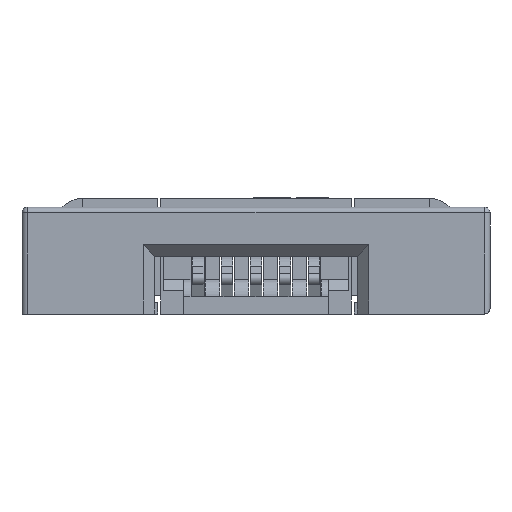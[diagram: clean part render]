
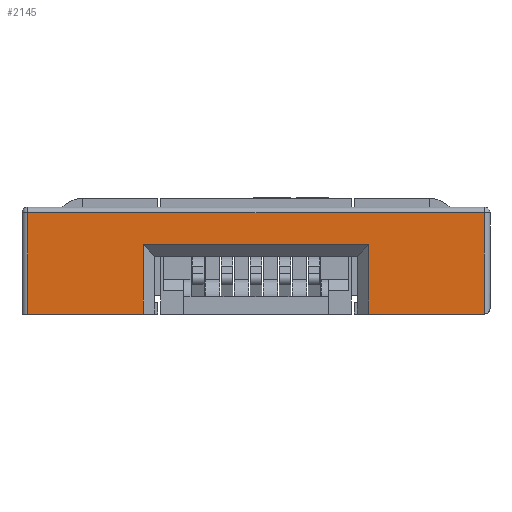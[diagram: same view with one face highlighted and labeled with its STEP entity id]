
A CAD part, front view. The second image highlights one B-rep face of the part: STEP entity #2145.
In plain terms, the highlighted planar face has unit normal (0, -1, 0).
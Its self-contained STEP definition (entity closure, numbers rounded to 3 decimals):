
#273 = CARTESIAN_POINT ( 'NONE',  ( 1.95, -2.6, 1.2 ) ) ;
#952 = LINE ( 'NONE', #12203, #32322 ) ;
#1017 = VERTEX_POINT ( 'NONE', #273 ) ;
#1442 = VECTOR ( 'NONE', #4328, 1000. ) ;
#1954 = ORIENTED_EDGE ( 'NONE', *, *, #6641, .T. ) ;
#2145 = ADVANCED_FACE ( 'NONE', ( #3367 ), #6515, .F. ) ;
#2452 = LINE ( 'NONE', #36400, #21556 ) ;
#2778 = ORIENTED_EDGE ( 'NONE', *, *, #5013, .F. ) ;
#2867 = CARTESIAN_POINT ( 'NONE',  ( -3.95, -2.6, 1.75 ) ) ;
#3367 = FACE_OUTER_BOUND ( 'NONE', #34301, .T. ) ;
#3958 = LINE ( 'NONE', #6359, #1442 ) ;
#4328 = DIRECTION ( 'NONE',  ( -1., 0., 0. ) ) ;
#5013 = EDGE_CURVE ( 'NONE', #33660, #35010, #18540, .T. ) ;
#5285 = DIRECTION ( 'NONE',  ( 0., 0., -1. ) ) ;
#5706 = VECTOR ( 'NONE', #5285, 1000. ) ;
#5951 = CARTESIAN_POINT ( 'NONE',  ( -1.95, -2.6, 1.2 ) ) ;
#6359 = CARTESIAN_POINT ( 'NONE',  ( 4.05, -2.6, 0. ) ) ;
#6515 = PLANE ( 'NONE',  #21525 ) ;
#6641 = EDGE_CURVE ( 'NONE', #24385, #36722, #952, .T. ) ;
#7105 = EDGE_CURVE ( 'NONE', #21588, #1017, #8990, .T. ) ;
#8304 = ORIENTED_EDGE ( 'NONE', *, *, #22268, .F. ) ;
#8990 = LINE ( 'NONE', #25517, #24634 ) ;
#9305 = CARTESIAN_POINT ( 'NONE',  ( 4.05, -2.6, 0. ) ) ;
#11466 = ORIENTED_EDGE ( 'NONE', *, *, #7105, .T. ) ;
#12066 = CARTESIAN_POINT ( 'NONE',  ( -1.95, -2.6, 0. ) ) ;
#12203 = CARTESIAN_POINT ( 'NONE',  ( 3.95, -2.6, 0. ) ) ;
#13431 = LINE ( 'NONE', #13802, #5706 ) ;
#13802 = CARTESIAN_POINT ( 'NONE',  ( 1.95, -2.6, 0. ) ) ;
#14099 = DIRECTION ( 'NONE',  ( -1., 0., 0. ) ) ;
#15140 = CARTESIAN_POINT ( 'NONE',  ( 3.95, -2.6, 0. ) ) ;
#15338 = EDGE_CURVE ( 'NONE', #36722, #33667, #2452, .T. ) ;
#16717 = CARTESIAN_POINT ( 'NONE',  ( -1.95, -2.6, 0. ) ) ;
#16823 = EDGE_CURVE ( 'NONE', #33667, #35010, #26439, .T. ) ;
#17801 = DIRECTION ( 'NONE',  ( 0., 1., 0. ) ) ;
#18540 = LINE ( 'NONE', #23918, #30199 ) ;
#18753 = VERTEX_POINT ( 'NONE', #35778 ) ;
#18890 = DIRECTION ( 'NONE',  ( -1., 0., 0. ) ) ;
#19594 = ORIENTED_EDGE ( 'NONE', *, *, #23517, .T. ) ;
#19669 = EDGE_CURVE ( 'NONE', #1017, #18753, #13431, .T. ) ;
#20421 = LINE ( 'NONE', #12066, #32492 ) ;
#21525 = AXIS2_PLACEMENT_3D ( 'NONE', #9305, #17801, #31954 ) ;
#21556 = VECTOR ( 'NONE', #14099, 1000. ) ;
#21588 = VERTEX_POINT ( 'NONE', #5951 ) ;
#22268 = EDGE_CURVE ( 'NONE', #24385, #18753, #3958, .T. ) ;
#22875 = DIRECTION ( 'NONE',  ( 1., 0., 0. ) ) ;
#23389 = DIRECTION ( 'NONE',  ( 0., 0., 1. ) ) ;
#23517 = EDGE_CURVE ( 'NONE', #33660, #21588, #20421, .T. ) ;
#23918 = CARTESIAN_POINT ( 'NONE',  ( 4.05, -2.6, 0. ) ) ;
#24385 = VERTEX_POINT ( 'NONE', #15140 ) ;
#24634 = VECTOR ( 'NONE', #22875, 1000. ) ;
#25229 = VECTOR ( 'NONE', #35351, 1000. ) ;
#25517 = CARTESIAN_POINT ( 'NONE',  ( 4.05, -2.6, 1.2 ) ) ;
#26439 = LINE ( 'NONE', #26629, #25229 ) ;
#26615 = ORIENTED_EDGE ( 'NONE', *, *, #19669, .T. ) ;
#26629 = CARTESIAN_POINT ( 'NONE',  ( -3.95, -2.6, 0. ) ) ;
#30199 = VECTOR ( 'NONE', #18890, 1000. ) ;
#31145 = CARTESIAN_POINT ( 'NONE',  ( -3.95, -2.6, 0. ) ) ;
#31954 = DIRECTION ( 'NONE',  ( 0., 0., 1. ) ) ;
#32322 = VECTOR ( 'NONE', #34904, 1000. ) ;
#32492 = VECTOR ( 'NONE', #23389, 1000. ) ;
#33660 = VERTEX_POINT ( 'NONE', #16717 ) ;
#33667 = VERTEX_POINT ( 'NONE', #2867 ) ;
#34031 = ORIENTED_EDGE ( 'NONE', *, *, #15338, .T. ) ;
#34049 = CARTESIAN_POINT ( 'NONE',  ( 3.95, -2.6, 1.75 ) ) ;
#34301 = EDGE_LOOP ( 'NONE', ( #8304, #1954, #34031, #35291, #2778, #19594, #11466, #26615 ) ) ;
#34904 = DIRECTION ( 'NONE',  ( 0., 0., 1. ) ) ;
#35010 = VERTEX_POINT ( 'NONE', #31145 ) ;
#35291 = ORIENTED_EDGE ( 'NONE', *, *, #16823, .T. ) ;
#35351 = DIRECTION ( 'NONE',  ( 0., 0., -1. ) ) ;
#35778 = CARTESIAN_POINT ( 'NONE',  ( 1.95, -2.6, 0. ) ) ;
#36400 = CARTESIAN_POINT ( 'NONE',  ( -4.05, -2.6, 1.75 ) ) ;
#36722 = VERTEX_POINT ( 'NONE', #34049 ) ;
